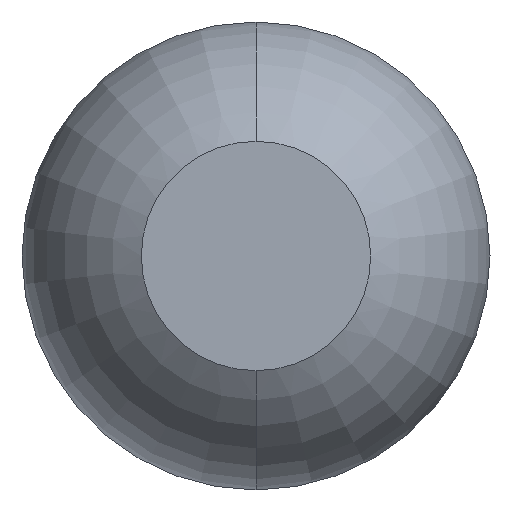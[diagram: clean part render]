
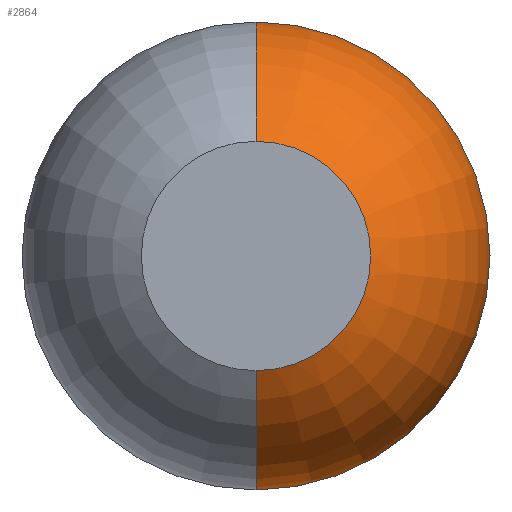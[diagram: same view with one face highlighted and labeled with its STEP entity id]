
A CAD part, front view. The second image highlights one B-rep face of the part: STEP entity #2864.
In plain terms, the highlighted toroidal (fillet/blend) face has major radius 0.01 mm and minor radius 0.5 mm.
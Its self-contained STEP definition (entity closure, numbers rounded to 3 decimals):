
#16 = DIRECTION ( 'NONE',  ( 0., 0., -1. ) ) ;
#120 = ORIENTED_EDGE ( 'NONE', *, *, #2130, .F. ) ;
#169 = CARTESIAN_POINT ( 'NONE',  ( 0., -26.961, 0. ) ) ;
#340 = DIRECTION ( 'NONE',  ( 0., 0., 1. ) ) ;
#349 = CIRCLE ( 'NONE', #2956, 0.25 ) ;
#469 = EDGE_CURVE ( 'Defeature ausgef�hrt1_21+Defeature ausgef�hrt1_5+Defeature ausgef�hrt1_5+Defeature ausgef�hrt1_5', #1726, #1744, #349, .T. ) ;
#532 = DIRECTION ( 'NONE',  ( 0., 0., -1. ) ) ;
#580 = TOROIDAL_SURFACE ( 'NONE', #715, 0.01, 0.5 ) ;
#715 = AXIS2_PLACEMENT_3D ( 'NONE', #169, #3402, #1705 ) ;
#859 = DIRECTION ( 'NONE',  ( 1., 0., 0. ) ) ;
#986 = CARTESIAN_POINT ( 'NONE',  ( 0., -26.961, -0.51 ) ) ;
#1063 = VERTEX_POINT ( 'NONE', #986 ) ;
#1137 = EDGE_CURVE ( 'Defeature ausgef�hrt1_6+Defeature ausgef�hrt1_5+Defeature ausgef�hrt1_5+Defeature ausgef�hrt1_5', #3341, #1063, #2041, .T. ) ;
#1328 = DIRECTION ( 'NONE',  ( 0., 0., 1. ) ) ;
#1338 = CARTESIAN_POINT ( 'NONE',  ( 0., -26.961, 0. ) ) ;
#1408 = CIRCLE ( 'NONE', #2195, 0.5 ) ;
#1651 = EDGE_LOOP ( 'NONE', ( #3349, #2502, #2131, #120 ) ) ;
#1680 = CARTESIAN_POINT ( 'NONE',  ( 0., -26.961, 0.51 ) ) ;
#1705 = DIRECTION ( 'NONE',  ( 0., 0., 1. ) ) ;
#1726 = VERTEX_POINT ( 'NONE', #3012 ) ;
#1744 = VERTEX_POINT ( 'NONE', #1865 ) ;
#1800 = AXIS2_PLACEMENT_3D ( 'NONE', #2609, #859, #16 ) ;
#1865 = CARTESIAN_POINT ( 'NONE',  ( 0., -27.4, 0.25 ) ) ;
#1958 = AXIS2_PLACEMENT_3D ( 'NONE', #1338, #2473, #1328 ) ;
#2041 = CIRCLE ( 'NONE', #1958, 0.51 ) ;
#2130 = EDGE_CURVE ( 'NONE', #1744, #3341, #1408, .T. ) ;
#2131 = ORIENTED_EDGE ( 'NONE', *, *, #1137, .F. ) ;
#2195 = AXIS2_PLACEMENT_3D ( 'NONE', #2679, #2939, #340 ) ;
#2287 = CARTESIAN_POINT ( 'NONE',  ( 0., -27.4, 0. ) ) ;
#2473 = DIRECTION ( 'NONE',  ( 0., 1., 0. ) ) ;
#2502 = ORIENTED_EDGE ( 'NONE', *, *, #3450, .T. ) ;
#2609 = CARTESIAN_POINT ( 'NONE',  ( 0., -26.961, -0.01 ) ) ;
#2627 = FACE_OUTER_BOUND ( 'NONE', #1651, .T. ) ;
#2679 = CARTESIAN_POINT ( 'NONE',  ( 0., -26.961, 0.01 ) ) ;
#2720 = CIRCLE ( 'NONE', #1800, 0.5 ) ;
#2864 = ADVANCED_FACE ( 'Defeature ausgef�hrt1_5', ( #2627 ), #580, .T. ) ;
#2939 = DIRECTION ( 'NONE',  ( -1., 0., 0. ) ) ;
#2956 = AXIS2_PLACEMENT_3D ( 'NONE', #2287, #3410, #532 ) ;
#3012 = CARTESIAN_POINT ( 'NONE',  ( 0., -27.4, -0.25 ) ) ;
#3341 = VERTEX_POINT ( 'NONE', #1680 ) ;
#3349 = ORIENTED_EDGE ( 'NONE', *, *, #469, .F. ) ;
#3402 = DIRECTION ( 'NONE',  ( 0., 1., 0. ) ) ;
#3410 = DIRECTION ( 'NONE',  ( 0., -1., 0. ) ) ;
#3450 = EDGE_CURVE ( 'NONE', #1726, #1063, #2720, .T. ) ;
